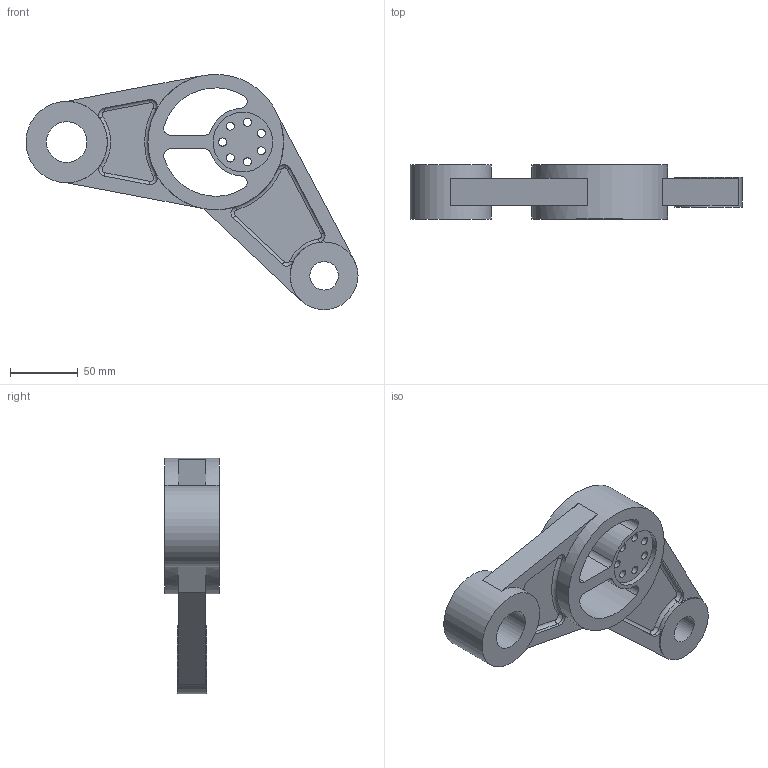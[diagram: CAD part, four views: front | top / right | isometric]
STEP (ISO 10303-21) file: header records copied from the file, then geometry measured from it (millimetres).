
FILE_DESCRIPTION(/* description */ (''),/* implementation_level */ '2;1');
FILE_NAME(/* name */ 'Control Arm.step',/* time_stamp */ '2019-02-19T17:27:44+06:00',/* author */ (''),/* organization */ (''),/* preprocessor_version */ 'ST-DEVELOPER v17.2',/* originating_system */ 'Autodesk Translation Framework v7.6.0.251',/* authorisation */ '');
FILE_SCHEMA (('AUTOMOTIVE_DESIGN { 1 0 10303 214 3 1 1 }'));
Length unit declared in the file: millimetre
Products named in the file (1): Control Arm
Bounding box: 244.92 x 40 x 173.7 mm (x, y, z)
Volume: 420441.2 mm3; surface area: 82991.6 mm2
Topology: 1 solids, 1 shells, 106 faces, 267 edges, 166 vertices
Faces by surface type: cylinder 48, plane 34, bspline 16, torus 8
Full cylindrical faces by diameter (mm): 6 x7, 21 x1, 30 x1, 44 x2, 50 x1, 60 x1, 100 x1
Entity records: 3471 total; most frequent: CARTESIAN_POINT 764, DIRECTION 613, ORIENTED_EDGE 534, EDGE_CURVE 267, AXIS2_PLACEMENT_3D 255, VERTEX_POINT 166, CIRCLE 164, EDGE_LOOP 131
